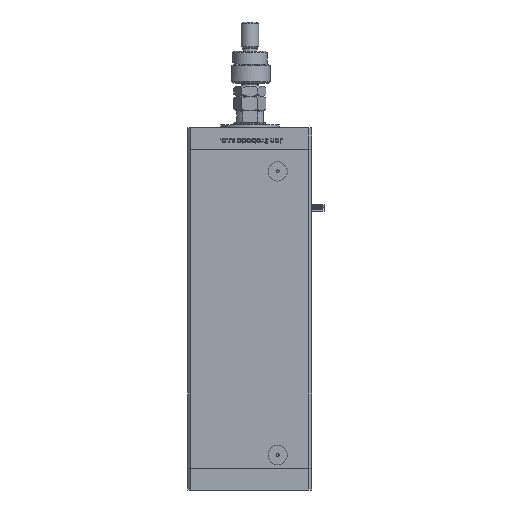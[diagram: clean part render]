
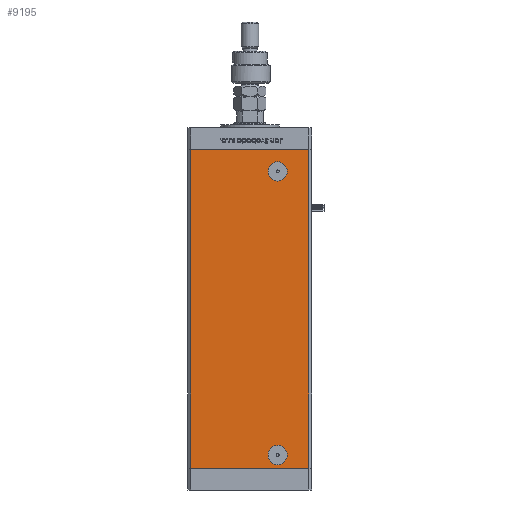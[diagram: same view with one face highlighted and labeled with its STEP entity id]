
A CAD part, front view. The second image highlights one B-rep face of the part: STEP entity #9195.
In plain terms, the highlighted planar face has unit normal (0, -1, 0).
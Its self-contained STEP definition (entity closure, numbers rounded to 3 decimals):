
#436 = ORIENTED_EDGE ( 'NONE', *, *, #45825, .F. ) ;
#797 = AXIS2_PLACEMENT_3D ( 'NONE', #55576, #15403, #33271 ) ;
#877 = VERTEX_POINT ( 'NONE', #7207 ) ;
#962 = EDGE_CURVE ( 'NONE', #877, #25323, #51791, .T. ) ;
#1395 = VECTOR ( 'NONE', #11610, 1000. ) ;
#1733 = CARTESIAN_POINT ( 'NONE',  ( 19., -37.5, 9. ) ) ;
#4216 = AXIS2_PLACEMENT_3D ( 'NONE', #45187, #15496, #31690 ) ;
#5817 = LINE ( 'NONE', #23677, #11566 ) ;
#6196 = ORIENTED_EDGE ( 'NONE', *, *, #41499, .F. ) ;
#6348 = DIRECTION ( 'NONE',  ( 1., 0., 0. ) ) ;
#6633 = LINE ( 'NONE', #55310, #32859 ) ;
#7207 = CARTESIAN_POINT ( 'NONE',  ( -40.5, -37.5, 218.5 ) ) ;
#7640 = DIRECTION ( 'NONE',  ( 0., 0., -1. ) ) ;
#9195 = ADVANCED_FACE ( 'NONE', ( #37395, #55295, #15127 ), #42088, .F. ) ;
#10539 = CARTESIAN_POINT ( 'NONE',  ( 40.5, -37.5, 218.5 ) ) ;
#11566 = VECTOR ( 'NONE', #18986, 1000. ) ;
#11610 = DIRECTION ( 'NONE',  ( 0., 0., -1. ) ) ;
#11691 = DIRECTION ( 'NONE',  ( 0., 0., -1. ) ) ;
#13811 = DIRECTION ( 'NONE',  ( 0., 0., -1. ) ) ;
#14446 = ORIENTED_EDGE ( 'NONE', *, *, #962, .T. ) ;
#15127 = FACE_BOUND ( 'NONE', #24964, .T. ) ;
#15403 = DIRECTION ( 'NONE',  ( 0., 1., 0. ) ) ;
#15452 = CIRCLE ( 'NONE', #22916, 6.58 ) ;
#15496 = DIRECTION ( 'NONE',  ( 0., -1., 0. ) ) ;
#15650 = CIRCLE ( 'NONE', #25919, 6.58 ) ;
#16093 = DIRECTION ( 'NONE',  ( 0., -1., 0. ) ) ;
#16986 = VERTEX_POINT ( 'NONE', #45818 ) ;
#17927 = CARTESIAN_POINT ( 'NONE',  ( 19., -37.5, 203.5 ) ) ;
#18301 = ORIENTED_EDGE ( 'NONE', *, *, #34267, .F. ) ;
#18986 = DIRECTION ( 'NONE',  ( 1., 0., 0. ) ) ;
#19198 = VERTEX_POINT ( 'NONE', #56888 ) ;
#19394 = VERTEX_POINT ( 'NONE', #10539 ) ;
#20693 = CARTESIAN_POINT ( 'NONE',  ( -40.5, -37.5, 218.5 ) ) ;
#21588 = CIRCLE ( 'NONE', #27247, 6.58 ) ;
#21950 = VERTEX_POINT ( 'NONE', #47830 ) ;
#21993 = CIRCLE ( 'NONE', #4216, 6.58 ) ;
#22916 = AXIS2_PLACEMENT_3D ( 'NONE', #17927, #44038, #13811 ) ;
#23677 = CARTESIAN_POINT ( 'NONE',  ( -40.5, -37.5, 218.5 ) ) ;
#24964 = EDGE_LOOP ( 'NONE', ( #44536, #36059 ) ) ;
#25323 = VERTEX_POINT ( 'NONE', #51764 ) ;
#25919 = AXIS2_PLACEMENT_3D ( 'NONE', #1733, #16093, #11691 ) ;
#26559 = EDGE_CURVE ( 'NONE', #25323, #43010, #6633, .T. ) ;
#26983 = EDGE_CURVE ( 'NONE', #19198, #21950, #21588, .T. ) ;
#27247 = AXIS2_PLACEMENT_3D ( 'NONE', #55460, #47806, #7640 ) ;
#31690 = DIRECTION ( 'NONE',  ( 0., 0., -1. ) ) ;
#32659 = VERTEX_POINT ( 'NONE', #39147 ) ;
#32859 = VECTOR ( 'NONE', #6348, 1000. ) ;
#33271 = DIRECTION ( 'NONE',  ( 0., 0., 1. ) ) ;
#34267 = EDGE_CURVE ( 'NONE', #877, #19394, #5817, .T. ) ;
#36059 = ORIENTED_EDGE ( 'NONE', *, *, #40627, .T. ) ;
#36074 = ORIENTED_EDGE ( 'NONE', *, *, #38116, .F. ) ;
#37395 = FACE_BOUND ( 'NONE', #51627, .T. ) ;
#37566 = CARTESIAN_POINT ( 'NONE',  ( 40.5, -37.5, 218.5 ) ) ;
#37852 = DIRECTION ( 'NONE',  ( 0., 0., -1. ) ) ;
#38116 = EDGE_CURVE ( 'NONE', #19394, #43010, #41684, .T. ) ;
#39147 = CARTESIAN_POINT ( 'NONE',  ( 19., -37.5, 15.58 ) ) ;
#39826 = VECTOR ( 'NONE', #37852, 1000. ) ;
#40627 = EDGE_CURVE ( 'NONE', #21950, #19198, #15452, .T. ) ;
#41499 = EDGE_CURVE ( 'NONE', #16986, #32659, #21993, .T. ) ;
#41684 = LINE ( 'NONE', #37566, #39826 ) ;
#42088 = PLANE ( 'NONE',  #797 ) ;
#43010 = VERTEX_POINT ( 'NONE', #56402 ) ;
#44038 = DIRECTION ( 'NONE',  ( 0., 1., 0. ) ) ;
#44536 = ORIENTED_EDGE ( 'NONE', *, *, #26983, .T. ) ;
#45187 = CARTESIAN_POINT ( 'NONE',  ( 19., -37.5, 9. ) ) ;
#45818 = CARTESIAN_POINT ( 'NONE',  ( 19., -37.5, 2.42 ) ) ;
#45825 = EDGE_CURVE ( 'NONE', #32659, #16986, #15650, .T. ) ;
#47738 = ORIENTED_EDGE ( 'NONE', *, *, #26559, .T. ) ;
#47806 = DIRECTION ( 'NONE',  ( 0., 1., 0. ) ) ;
#47830 = CARTESIAN_POINT ( 'NONE',  ( 19., -37.5, 210.08 ) ) ;
#51627 = EDGE_LOOP ( 'NONE', ( #6196, #436 ) ) ;
#51764 = CARTESIAN_POINT ( 'NONE',  ( -40.5, -37.5, 0. ) ) ;
#51791 = LINE ( 'NONE', #20693, #1395 ) ;
#55295 = FACE_OUTER_BOUND ( 'NONE', #57901, .T. ) ;
#55310 = CARTESIAN_POINT ( 'NONE',  ( -40.5, -37.5, 0. ) ) ;
#55460 = CARTESIAN_POINT ( 'NONE',  ( 19., -37.5, 203.5 ) ) ;
#55576 = CARTESIAN_POINT ( 'NONE',  ( -40.5, -37.5, 218.5 ) ) ;
#56402 = CARTESIAN_POINT ( 'NONE',  ( 40.5, -37.5, 0. ) ) ;
#56888 = CARTESIAN_POINT ( 'NONE',  ( 19., -37.5, 196.92 ) ) ;
#57901 = EDGE_LOOP ( 'NONE', ( #47738, #36074, #18301, #14446 ) ) ;
